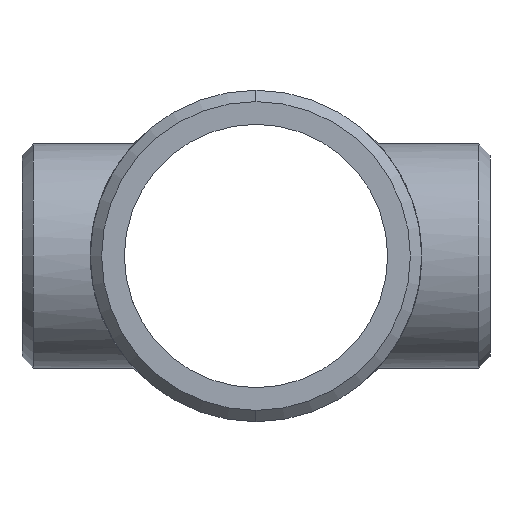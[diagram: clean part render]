
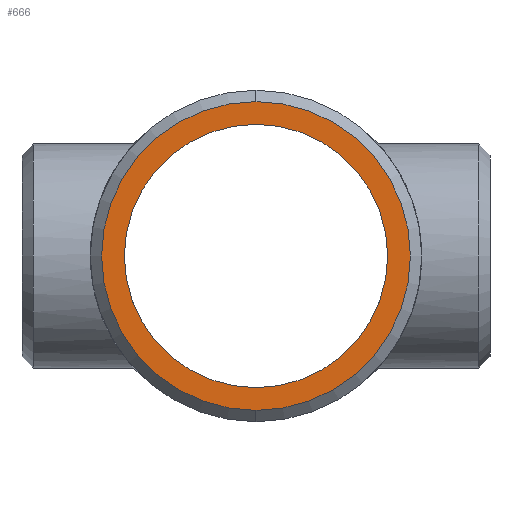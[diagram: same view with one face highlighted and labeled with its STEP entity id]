
A CAD part, left-side view. The second image highlights one B-rep face of the part: STEP entity #666.
In plain terms, the highlighted planar face has unit normal (-1, 0, 0).
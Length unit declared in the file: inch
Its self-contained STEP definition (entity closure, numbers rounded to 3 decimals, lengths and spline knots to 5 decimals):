
#9 = AXIS2_PLACEMENT_3D ( 'NONE', #566, #467, #921 ) ;
#57 = AXIS2_PLACEMENT_3D ( 'NONE', #995, #1225, #892 ) ;
#75 = DIRECTION ( 'NONE',  ( 0., 0., 1. ) ) ;
#82 = CIRCLE ( 'NONE', #9, 5.93767 ) ;
#87 = CARTESIAN_POINT ( 'NONE',  ( -10., 0., 0. ) ) ;
#299 = VERTEX_POINT ( 'NONE', #896 ) ;
#333 = EDGE_LOOP ( 'NONE', ( #1323, #753 ) ) ;
#347 = EDGE_LOOP ( 'NONE', ( #795, #1478 ) ) ;
#383 = CIRCLE ( 'NONE', #57, 5.063 ) ;
#444 = FACE_BOUND ( 'NONE', #333, .T. ) ;
#467 = DIRECTION ( 'NONE',  ( -1., 0., 0. ) ) ;
#480 = DIRECTION ( 'NONE',  ( -1., 0., 0. ) ) ;
#546 = CIRCLE ( 'NONE', #1390, 5.93767 ) ;
#565 = AXIS2_PLACEMENT_3D ( 'NONE', #87, #756, #1012 ) ;
#566 = CARTESIAN_POINT ( 'NONE',  ( -10., 0., 0. ) ) ;
#579 = CARTESIAN_POINT ( 'NONE',  ( -10., 0., 0. ) ) ;
#650 = VERTEX_POINT ( 'NONE', #1086 ) ;
#666 = ADVANCED_FACE ( 'NONE', ( #876, #444 ), #1345, .T. ) ;
#682 = AXIS2_PLACEMENT_3D ( 'NONE', #1113, #1100, #75 ) ;
#684 = VERTEX_POINT ( 'NONE', #1353 ) ;
#753 = ORIENTED_EDGE ( 'NONE', *, *, #1341, .T. ) ;
#756 = DIRECTION ( 'NONE',  ( -1., 0., 0. ) ) ;
#795 = ORIENTED_EDGE ( 'NONE', *, *, #1397, .T. ) ;
#800 = CARTESIAN_POINT ( 'NONE',  ( -10., 0., -5.93767 ) ) ;
#851 = EDGE_CURVE ( 'NONE', #684, #650, #383, .T. ) ;
#876 = FACE_OUTER_BOUND ( 'NONE', #347, .T. ) ;
#892 = DIRECTION ( 'NONE',  ( 0., 0., 1. ) ) ;
#896 = CARTESIAN_POINT ( 'NONE',  ( -10., 0., 5.93767 ) ) ;
#905 = DIRECTION ( 'NONE',  ( 0., 0., 1. ) ) ;
#921 = DIRECTION ( 'NONE',  ( 0., 0., 1. ) ) ;
#995 = CARTESIAN_POINT ( 'NONE',  ( -10., 0., 0. ) ) ;
#1012 = DIRECTION ( 'NONE',  ( 0., 0., -1. ) ) ;
#1061 = CIRCLE ( 'NONE', #682, 5.063 ) ;
#1086 = CARTESIAN_POINT ( 'NONE',  ( -10., 0., -5.063 ) ) ;
#1100 = DIRECTION ( 'NONE',  ( 1., 0., 0. ) ) ;
#1113 = CARTESIAN_POINT ( 'NONE',  ( -10., 0., 0. ) ) ;
#1213 = EDGE_CURVE ( 'NONE', #299, #1214, #82, .T. ) ;
#1214 = VERTEX_POINT ( 'NONE', #800 ) ;
#1225 = DIRECTION ( 'NONE',  ( 1., 0., 0. ) ) ;
#1323 = ORIENTED_EDGE ( 'NONE', *, *, #851, .T. ) ;
#1341 = EDGE_CURVE ( 'NONE', #650, #684, #1061, .T. ) ;
#1345 = PLANE ( 'NONE',  #565 ) ;
#1353 = CARTESIAN_POINT ( 'NONE',  ( -10., 0., 5.063 ) ) ;
#1390 = AXIS2_PLACEMENT_3D ( 'NONE', #579, #480, #905 ) ;
#1397 = EDGE_CURVE ( 'NONE', #1214, #299, #546, .T. ) ;
#1478 = ORIENTED_EDGE ( 'NONE', *, *, #1213, .T. ) ;
